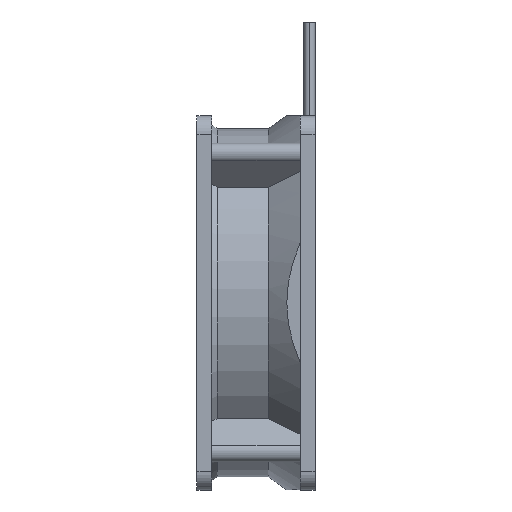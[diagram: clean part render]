
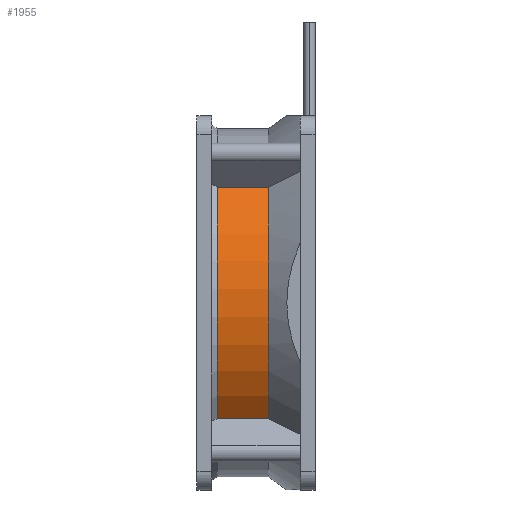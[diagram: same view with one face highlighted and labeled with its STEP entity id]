
A CAD part, left-side view. The second image highlights one B-rep face of the part: STEP entity #1955.
In plain terms, the highlighted cylindrical face has radius 37.2 mm (diameter 74.4 mm), a partial arc.
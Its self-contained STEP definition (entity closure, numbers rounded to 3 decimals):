
#1849=CARTESIAN_POINT('POS198',(0.,
   20.957,0.));
#1850=DIRECTION('DIR315',(0.,-1.,0.));
#1851=DIRECTION('DIR316',(0.,0.,
   1.));
#1852=AXIS2_PLACEMENT_3D('AXIS118',#1849,#1850,#1851);
#1853=CIRCLE('ELLIPSE68',#1852,37.2);
#1881=CARTESIAN_POINT('POS202',(0.,
   10.055,0.));
#1882=DIRECTION('DIR321',(0.,-1.,0.));
#1883=DIRECTION('DIR322',(0.,0.,
   1.));
#1884=AXIS2_PLACEMENT_3D('AXIS120',#1881,#1882,#1883);
#1885=CIRCLE('ELLIPSE69',#1884,37.2);
#1890=CARTESIAN_POINT('POS203',(0.,
   15.506,0.));
#1891=DIRECTION('DIR323',(0.,-1.,0.));
#1892=DIRECTION('DIR324',(0.,0.,
   1.));
#1893=AXIS2_PLACEMENT_3D('AXIS121',#1890,#1891,#1892);
#1894=CYLINDRICAL_SURFACE('CONE_SURF26',#1893,37.2);
#1929=CARTESIAN_POINT('POINT125',(-27.781,
   20.957,-24.74));
#1930=VERTEX_POINT('VERTEX125',#1929);
#1931=CARTESIAN_POINT('POINT126',(-27.781,
   10.055,-24.74));
#1932=VERTEX_POINT('VERTEX126',#1931);
#1933=CARTESIAN_POINT('POS205',(-27.781,
   15.506,-24.74));
#1934=DIRECTION('DIR326',(0.,-1.,0.));
#1935=VECTOR('VEC84',#1934,1.);
#1936=LINE('STRAIGHT84',#1933,#1935);
#1937=EDGE_CURVE('EDGE186',#1930,#1932,#1936,.T.);
#1938=ORIENTED_EDGE('COEDGE325',*,*,#1937,.T.);
#1939=CARTESIAN_POINT('POINT127',(-27.781,
   10.055,24.74));
#1940=VERTEX_POINT('VERTEX127',#1939);
#1941=EDGE_CURVE('EDGE187',#1940,#1932,#1885,.T.);
#1942=ORIENTED_EDGE('COEDGE326',*,*,#1941,.F.);
#1943=CARTESIAN_POINT('POINT128',(-27.781,
   20.957,24.74));
#1944=VERTEX_POINT('VERTEX128',#1943);
#1945=CARTESIAN_POINT('POS206',(-27.781,
   15.506,24.74));
#1946=DIRECTION('DIR327',(0.,1.,0.));
#1947=VECTOR('VEC85',#1946,1.);
#1948=LINE('STRAIGHT85',#1945,#1947);
#1949=EDGE_CURVE('EDGE188',#1940,#1944,#1948,.T.);
#1950=ORIENTED_EDGE('COEDGE327',*,*,#1949,.T.);
#1951=EDGE_CURVE('EDGE189',#1944,#1930,#1853,.T.);
#1952=ORIENTED_EDGE('COEDGE328',*,*,#1951,.T.);
#1953=EDGE_LOOP('NONE',(#1938,#1942,#1950,#1952));
#1954=FACE_BOUND('LOOP1',#1953,.T.);
#1955=ADVANCED_FACE('FACE71',(#1954),#1894,.T.);
